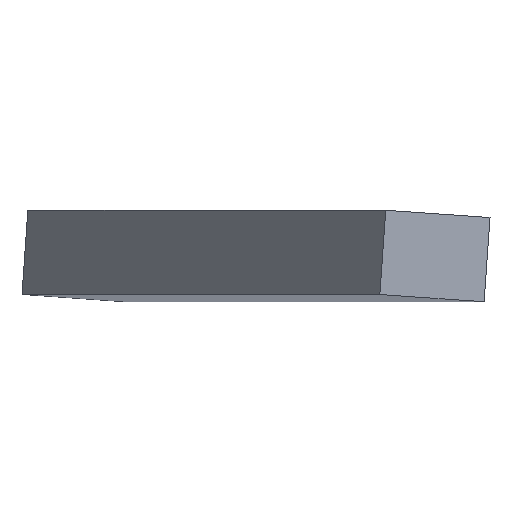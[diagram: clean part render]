
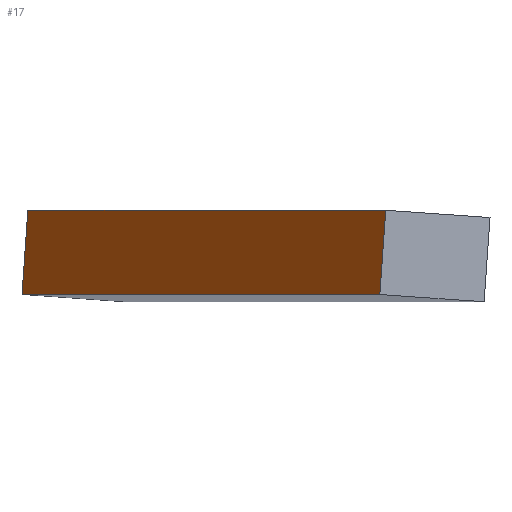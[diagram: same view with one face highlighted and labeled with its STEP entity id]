
A CAD part, front view. The second image highlights one B-rep face of the part: STEP entity #17.
In plain terms, the highlighted planar face has unit normal (-0.991, -0.116, 0.07).
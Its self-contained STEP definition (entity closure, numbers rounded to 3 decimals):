
#17 = ADVANCED_FACE('',(#18),#32,.F.);
#18 = FACE_BOUND('',#19,.F.);
#19 = EDGE_LOOP('',(#20,#53,#79,#105));
#20 = ORIENTED_EDGE('',*,*,#21,.F.);
#21 = EDGE_CURVE('',#22,#24,#26,.T.);
#22 = VERTEX_POINT('',#23);
#23 = CARTESIAN_POINT('',(13019.472,774.9,
    -17.499));
#24 = VERTEX_POINT('',#25);
#25 = CARTESIAN_POINT('',(12848.259,2239.722,
    -17.499));
#26 = SURFACE_CURVE('',#27,(#31,#42),.PCURVE_S1.);
#27 = LINE('',#28,#29);
#28 = CARTESIAN_POINT('',(12933.354,1511.693,
    -17.499));
#29 = VECTOR('',#30,1.);
#30 = DIRECTION('',(-0.116,0.993,0.)
  );
#31 = PCURVE('',#32,#37);
#32 = PLANE('',#33);
#33 = AXIS2_PLACEMENT_3D('',#34,#35,#36);
#34 = CARTESIAN_POINT('',(12812.487,1502.007,
    -1753.288));
#35 = DIRECTION('',(0.991,0.116,-0.07));
#36 = DIRECTION('',(-0.07,0.,
    -0.998));
#37 = DEFINITIONAL_REPRESENTATION('',(#38),#41);
#38 = B_SPLINE_CURVE_WITH_KNOTS('',1,(#39,#40),.UNSPECIFIED.,.F.,.F.,(2,
    2),(-894.901,893.204),.PIECEWISE_BEZIER_KNOTS.);
#39 = CARTESIAN_POINT('',(-1747.275,-885.119));
#40 = CARTESIAN_POINT('',(-1732.721,902.926));
#41 = ( GEOMETRIC_REPRESENTATION_CONTEXT(2) 
PARAMETRIC_REPRESENTATION_CONTEXT() REPRESENTATION_CONTEXT('2D SPACE',''
  ) );
#42 = PCURVE('',#43,#48);
#43 = PLANE('',#44);
#44 = AXIS2_PLACEMENT_3D('',#45,#46,#47);
#45 = CARTESIAN_POINT('',(12126.72,1412.969,
    39.23));
#46 = DIRECTION('',(-0.069,-0.008,
    -0.998));
#47 = DIRECTION('',(-0.998,0.,
    0.069));
#48 = DEFINITIONAL_REPRESENTATION('',(#49),#52);
#49 = B_SPLINE_CURVE_WITH_KNOTS('',1,(#50,#51),.UNSPECIFIED.,.F.,.F.,(2,
    2),(-894.901,893.204),.PIECEWISE_BEZIER_KNOTS.);
#50 = CARTESIAN_POINT('',(-912.269,-790.152));
#51 = CARTESIAN_POINT('',(-705.18,985.92));
#52 = ( GEOMETRIC_REPRESENTATION_CONTEXT(2) 
PARAMETRIC_REPRESENTATION_CONTEXT() REPRESENTATION_CONTEXT('2D SPACE',''
  ) );
#53 = ORIENTED_EDGE('',*,*,#54,.T.);
#54 = EDGE_CURVE('',#22,#55,#57,.T.);
#55 = VERTEX_POINT('',#56);
#56 = CARTESIAN_POINT('',(13016.659,774.736,
    -57.801));
#57 = SURFACE_CURVE('',#58,(#62,#68),.PCURVE_S1.);
#58 = LINE('',#59,#60);
#59 = CARTESIAN_POINT('',(12927.71,769.556,
    -1331.977));
#60 = VECTOR('',#61,1.);
#61 = DIRECTION('',(-0.07,-0.004,
    -0.998));
#62 = PCURVE('',#32,#63);
#63 = DEFINITIONAL_REPRESENTATION('',(#64),#67);
#64 = B_SPLINE_CURVE_WITH_KNOTS('',1,(#65,#66),.UNSPECIFIED.,.F.,.F.,(2,
    2),(-2433.519,-114.075),.PIECEWISE_BEZIER_KNOTS.);
#65 = CARTESIAN_POINT('',(-2861.851,-727.476));
#66 = CARTESIAN_POINT('',(-542.427,-736.947));
#67 = ( GEOMETRIC_REPRESENTATION_CONTEXT(2) 
PARAMETRIC_REPRESENTATION_CONTEXT() REPRESENTATION_CONTEXT('2D SPACE',''
  ) );
#68 = PCURVE('',#69,#74);
#69 = PLANE('',#70);
#70 = AXIS2_PLACEMENT_3D('',#71,#72,#73);
#71 = CARTESIAN_POINT('',(-0.964,16.547,0.));
#72 = DIRECTION('',(0.058,-0.998,0.));
#73 = DIRECTION('',(0.,0.,-1.));
#74 = DEFINITIONAL_REPRESENTATION('',(#75),#78);
#75 = B_SPLINE_CURVE_WITH_KNOTS('',1,(#76,#77),.UNSPECIFIED.,.F.,.F.,(2,
    2),(-2433.519,-114.075),.PIECEWISE_BEZIER_KNOTS.);
#76 = CARTESIAN_POINT('',(-1095.614,13120.339));
#77 = CARTESIAN_POINT('',(1218.18,12958.541));
#78 = ( GEOMETRIC_REPRESENTATION_CONTEXT(2) 
PARAMETRIC_REPRESENTATION_CONTEXT() REPRESENTATION_CONTEXT('2D SPACE',''
  ) );
#79 = ORIENTED_EDGE('',*,*,#80,.T.);
#80 = EDGE_CURVE('',#55,#81,#83,.T.);
#81 = VERTEX_POINT('',#82);
#82 = CARTESIAN_POINT('',(12845.484,2239.233,
    -57.801));
#83 = SURFACE_CURVE('',#84,(#88,#94),.PCURVE_S1.);
#84 = LINE('',#85,#86);
#85 = CARTESIAN_POINT('',(12930.559,1511.366,
    -57.801));
#86 = VECTOR('',#87,1.);
#87 = DIRECTION('',(-0.116,0.993,0.)
  );
#88 = PCURVE('',#32,#89);
#89 = DEFINITIONAL_REPRESENTATION('',(#90),#93);
#90 = B_SPLINE_CURVE_WITH_KNOTS('',1,(#91,#92),.UNSPECIFIED.,.F.,.F.,(2,
    2),(-894.572,893.533),.PIECEWISE_BEZIER_KNOTS.);
#91 = CARTESIAN_POINT('',(-1706.874,-885.119));
#92 = CARTESIAN_POINT('',(-1692.32,902.926));
#93 = ( GEOMETRIC_REPRESENTATION_CONTEXT(2) 
PARAMETRIC_REPRESENTATION_CONTEXT() REPRESENTATION_CONTEXT('2D SPACE',''
  ) );
#94 = PCURVE('',#95,#100);
#95 = PLANE('',#96);
#96 = AXIS2_PLACEMENT_3D('',#97,#98,#99);
#97 = CARTESIAN_POINT('',(12123.925,1412.643,
    -1.071));
#98 = DIRECTION('',(-0.069,-0.008,
    -0.998));
#99 = DIRECTION('',(-0.998,0.,
    0.069));
#100 = DEFINITIONAL_REPRESENTATION('',(#101),#104);
#101 = B_SPLINE_CURVE_WITH_KNOTS('',1,(#102,#103),.UNSPECIFIED.,.F.,.F.,
  (2,2),(-894.572,893.533),.PIECEWISE_BEZIER_KNOTS.);
#102 = CARTESIAN_POINT('',(-912.231,-789.825));
#103 = CARTESIAN_POINT('',(-705.142,986.247));
#104 = ( GEOMETRIC_REPRESENTATION_CONTEXT(2) 
PARAMETRIC_REPRESENTATION_CONTEXT() REPRESENTATION_CONTEXT('2D SPACE',''
  ) );
#105 = ORIENTED_EDGE('',*,*,#106,.F.);
#106 = EDGE_CURVE('',#24,#81,#107,.T.);
#107 = SURFACE_CURVE('',#108,(#112,#118),.PCURVE_S1.);
#108 = LINE('',#109,#110);
#109 = CARTESIAN_POINT('',(12757.741,2223.761,
    -1331.923));
#110 = VECTOR('',#111,1.);
#111 = DIRECTION('',(-0.069,-0.012,
    -0.998));
#112 = PCURVE('',#32,#113);
#113 = DEFINITIONAL_REPRESENTATION('',(#114),#117);
#114 = B_SPLINE_CURVE_WITH_KNOTS('',1,(#115,#116),.UNSPECIFIED.,.F.,.F.,
  (2,2),(-2433.465,-114.021),.PIECEWISE_BEZIER_KNOTS.);
#115 = CARTESIAN_POINT('',(-2849.773,756.321));
#116 = CARTESIAN_POINT('',(-530.502,728.034));
#117 = ( GEOMETRIC_REPRESENTATION_CONTEXT(2) 
PARAMETRIC_REPRESENTATION_CONTEXT() REPRESENTATION_CONTEXT('2D SPACE',''
  ) );
#118 = PCURVE('',#119,#124);
#119 = PLANE('',#120);
#120 = AXIS2_PLACEMENT_3D('',#121,#122,#123);
#121 = CARTESIAN_POINT('',(4.407,-24.996,0.));
#122 = DIRECTION('',(0.174,-0.985,0.));
#123 = DIRECTION('',(0.,0.,-1.));
#124 = DEFINITIONAL_REPRESENTATION('',(#125),#128);
#125 = B_SPLINE_CURVE_WITH_KNOTS('',1,(#126,#127),.UNSPECIFIED.,.F.,.F.,
  (2,2),(-2433.465,-114.021),.PIECEWISE_BEZIER_KNOTS.);
#126 = CARTESIAN_POINT('',(-1095.614,13119.826));
#127 = CARTESIAN_POINT('',(1218.18,12958.028));
#128 = ( GEOMETRIC_REPRESENTATION_CONTEXT(2) 
PARAMETRIC_REPRESENTATION_CONTEXT() REPRESENTATION_CONTEXT('2D SPACE',''
  ) );
